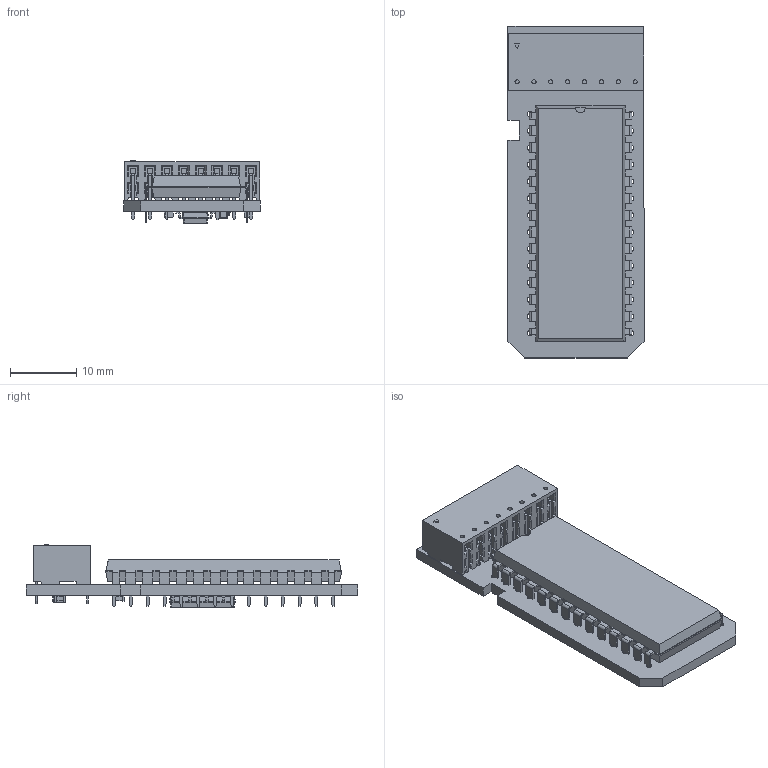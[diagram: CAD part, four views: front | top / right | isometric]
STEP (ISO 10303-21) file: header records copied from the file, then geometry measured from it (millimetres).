
FILE_DESCRIPTION(('KiCad electronic assembly'),'2;1');
FILE_NAME('Data Pack - 8k.step','2025-01-14T19:54:07',('Pcbnew'),( 'Kicad'),'Open CASCADE STEP processor 7.8','KiCad to STEP converter' ,'Unknown');
FILE_SCHEMA(('AUTOMOTIVE_DESIGN { 1 0 10303 214 1 1 1 1 }'));
Length unit declared in the file: millimetre
Products named in the file (12): Data Pack - 8k 1; DIP-28_W15.24mm; 901522116; C_0603_1608Metric; SOIC-16_3.9x9.9mm_P1.27mm; SOIC_16_39x99mm_P127mm; SOT-323_SC-70; SOT_323_SC_70; Data Pack - 8k_PCB
Assembly tree (15 placements, depth 3):
  Data Pack - 8k 1
    DIP-28_W15.24mm
      DIP-28_W15.24mm
    901522116
      901522116
    C_0603_1608Metric  x5
      C_0603_1608Metric
    SOIC-16_3.9x9.9mm_P1.27mm
      SOIC_16_39x99mm_P127mm
    SOT-323_SC-70
      SOT_323_SC_70
    Data Pack - 8k_PCB
Bounding box: 20.5 x 50 x 9.44 mm (x, y, z)
Volume: 3951.6 mm3; surface area: 5682.4 mm2
Topology: 10 solids, 10 shells, 1723 faces, 4640 edges, 3004 vertices
Faces by surface type: plane 1346, cylinder 270, bspline 107
Full cylindrical faces by diameter (mm): 0.6 x1, 0.8 x44
Entity records: 56131 total; most frequent: CARTESIAN_POINT 9492, ORIENTED_EDGE 8624, DIRECTION 7787, EDGE_CURVE 4312, LINE 3791, VECTOR 3791, VERTEX_POINT 2732, AXIS2_PLACEMENT_3D 1998
